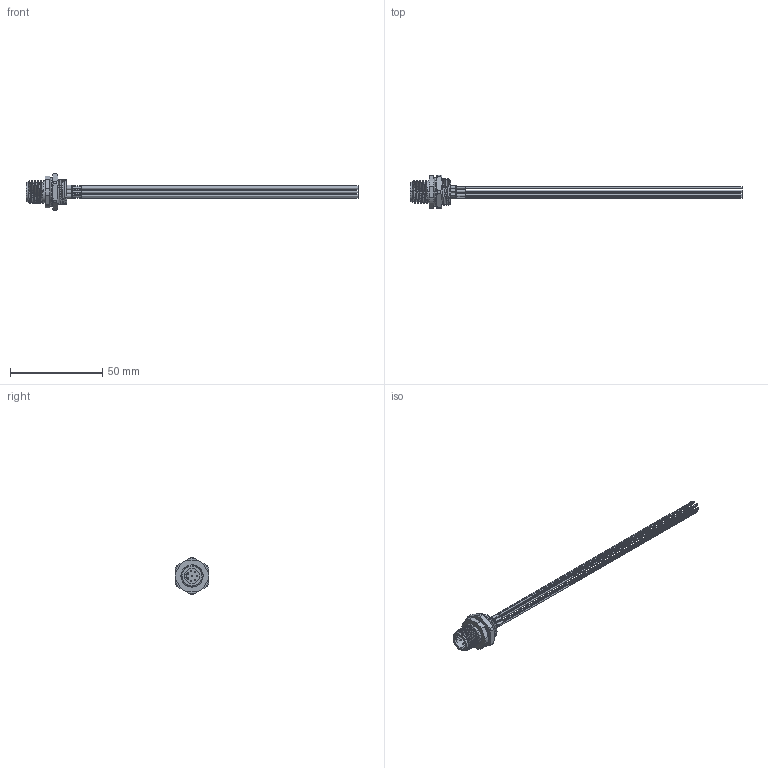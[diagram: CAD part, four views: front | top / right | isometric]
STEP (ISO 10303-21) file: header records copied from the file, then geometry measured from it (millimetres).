
FILE_DESCRIPTION (( 'STEP AP203' ), '1' );
FILE_NAME ('10-04035.STEP', '2022-04-12T16:06:16', ( '' ), ( '' ), 'SwSTEP 2.0', 'SolidWorks 2021', '' );
FILE_SCHEMA (( 'CONFIG_CONTROL_DESIGN' ));
Length unit declared in the file: millimetre
Products named in the file (16): 54-00191; 30-01763_blunt cut; 54-00191-01___; 54-00191-03___; 30-01762_blunt cut; 54-00191-04___; 10-04035; 30-01764_blunt cut; 30-01765_blunt cut; 54-00191-02; 30-01769_blunt cut; Heat shrink; 54-00191-05___; 30-01767_blunt cut; 30-01768_blunt cut; 30-01766_blunt cut
Assembly tree (29 placements, depth 3):
  10-04035
    54-00191
      54-00191-01___
      54-00191-02
      54-00191-04___
      54-00191-05___
      54-00191-03___  x8
    Heat shrink  x8
    30-01762_blunt cut
    30-01765_blunt cut
    30-01763_blunt cut
    30-01764_blunt cut
    30-01768_blunt cut
    30-01766_blunt cut
    30-01767_blunt cut
    30-01769_blunt cut
Bounding box: 180.2 x 18 x 20 mm (x, y, z)
Volume: 4069.4 mm3; surface area: 34259.7 mm2
Topology: 348 solids, 348 shells, 2498 faces, 5157 edges, 3386 vertices
Faces by surface type: cylinder 1527, plane 782, cone 79, torus 52, bspline 42, sphere 16
Entity records: 66607 total; most frequent: CARTESIAN_POINT 14554, DIRECTION 11587, ORIENTED_EDGE 9050, AXIS2_PLACEMENT_3D 5039, EDGE_CURVE 4525, VERTEX_POINT 3008, EDGE_LOOP 2885, CIRCLE 2816
